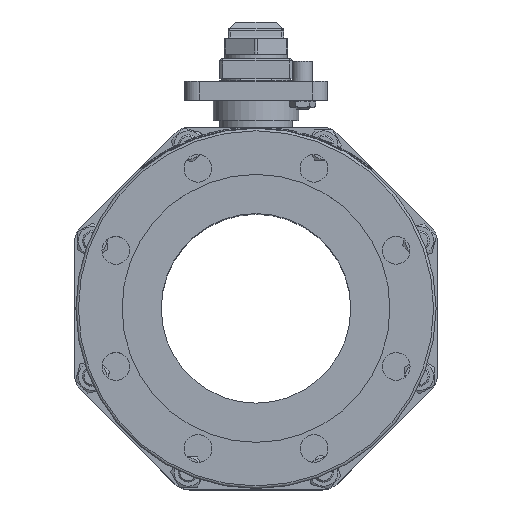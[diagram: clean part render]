
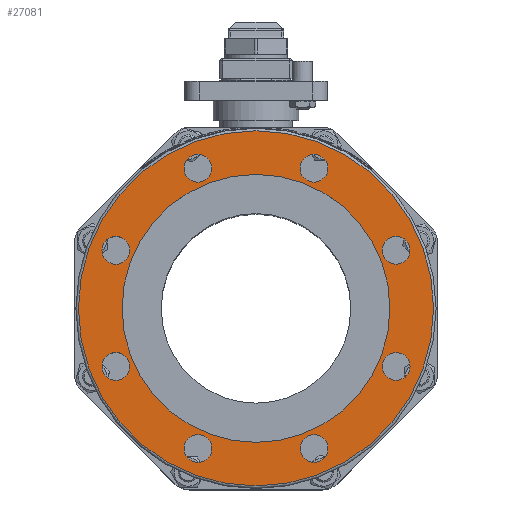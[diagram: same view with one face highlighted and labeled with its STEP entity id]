
A CAD part, top view. The second image highlights one B-rep face of the part: STEP entity #27081.
In plain terms, the highlighted planar face has unit normal (0, 0, 1).
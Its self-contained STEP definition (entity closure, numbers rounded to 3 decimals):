
#919=FACE_BOUND('',#5035,.T.);
#920=FACE_BOUND('',#5036,.T.);
#921=FACE_BOUND('',#5037,.T.);
#922=FACE_BOUND('',#5038,.T.);
#923=FACE_BOUND('',#5039,.T.);
#924=FACE_BOUND('',#5040,.T.);
#925=FACE_BOUND('',#5041,.T.);
#926=FACE_BOUND('',#5042,.T.);
#927=FACE_BOUND('',#5043,.T.);
#3324=FACE_OUTER_BOUND('',#5034,.T.);
#5034=EDGE_LOOP('',(#20938));
#5035=EDGE_LOOP('',(#20939));
#5036=EDGE_LOOP('',(#20940));
#5037=EDGE_LOOP('',(#20941));
#5038=EDGE_LOOP('',(#20942));
#5039=EDGE_LOOP('',(#20943));
#5040=EDGE_LOOP('',(#20944));
#5041=EDGE_LOOP('',(#20945));
#5042=EDGE_LOOP('',(#20946));
#5043=EDGE_LOOP('',(#20947));
#9836=CIRCLE('',#28843,140.5);
#9837=CIRCLE('',#28845,106.);
#9838=CIRCLE('',#28846,11.);
#9839=CIRCLE('',#28847,11.);
#9840=CIRCLE('',#28848,11.);
#9841=CIRCLE('',#28849,11.);
#9842=CIRCLE('',#28850,11.);
#9843=CIRCLE('',#28851,11.);
#9844=CIRCLE('',#28852,11.);
#9845=CIRCLE('',#28853,11.);
#11668=VERTEX_POINT('',#48781);
#11669=VERTEX_POINT('',#48784);
#11670=VERTEX_POINT('',#48786);
#11671=VERTEX_POINT('',#48788);
#11672=VERTEX_POINT('',#48790);
#11673=VERTEX_POINT('',#48792);
#11674=VERTEX_POINT('',#48794);
#11675=VERTEX_POINT('',#48796);
#11676=VERTEX_POINT('',#48798);
#11677=VERTEX_POINT('',#48800);
#14952=EDGE_CURVE('',#11668,#11668,#9836,.T.);
#14953=EDGE_CURVE('',#11669,#11669,#9837,.T.);
#14954=EDGE_CURVE('',#11670,#11670,#9838,.T.);
#14955=EDGE_CURVE('',#11671,#11671,#9839,.T.);
#14956=EDGE_CURVE('',#11672,#11672,#9840,.T.);
#14957=EDGE_CURVE('',#11673,#11673,#9841,.T.);
#14958=EDGE_CURVE('',#11674,#11674,#9842,.T.);
#14959=EDGE_CURVE('',#11675,#11675,#9843,.T.);
#14960=EDGE_CURVE('',#11676,#11676,#9844,.T.);
#14961=EDGE_CURVE('',#11677,#11677,#9845,.T.);
#20938=ORIENTED_EDGE('',*,*,#14952,.F.);
#20939=ORIENTED_EDGE('',*,*,#14953,.T.);
#20940=ORIENTED_EDGE('',*,*,#14954,.T.);
#20941=ORIENTED_EDGE('',*,*,#14955,.T.);
#20942=ORIENTED_EDGE('',*,*,#14956,.T.);
#20943=ORIENTED_EDGE('',*,*,#14957,.T.);
#20944=ORIENTED_EDGE('',*,*,#14958,.T.);
#20945=ORIENTED_EDGE('',*,*,#14959,.T.);
#20946=ORIENTED_EDGE('',*,*,#14960,.T.);
#20947=ORIENTED_EDGE('',*,*,#14961,.T.);
#24440=PLANE('',#28844);
#27081=ADVANCED_FACE('',(#3324,#919,#920,#921,#922,#923,#924,#925,#926,
#927),#24440,.F.);
#28843=AXIS2_PLACEMENT_3D('',#48782,#32873,#32874);
#28844=AXIS2_PLACEMENT_3D('',#48783,#32875,#32876);
#28845=AXIS2_PLACEMENT_3D('',#48785,#32877,#32878);
#28846=AXIS2_PLACEMENT_3D('',#48787,#32879,#32880);
#28847=AXIS2_PLACEMENT_3D('',#48789,#32881,#32882);
#28848=AXIS2_PLACEMENT_3D('',#48791,#32883,#32884);
#28849=AXIS2_PLACEMENT_3D('',#48793,#32885,#32886);
#28850=AXIS2_PLACEMENT_3D('',#48795,#32887,#32888);
#28851=AXIS2_PLACEMENT_3D('',#48797,#32889,#32890);
#28852=AXIS2_PLACEMENT_3D('',#48799,#32891,#32892);
#28853=AXIS2_PLACEMENT_3D('',#48801,#32893,#32894);
#32873=DIRECTION('center_axis',(0.,0.,-1.));
#32874=DIRECTION('ref_axis',(1.,0.,0.));
#32875=DIRECTION('center_axis',(0.,0.,-1.));
#32876=DIRECTION('ref_axis',(-1.,0.,0.));
#32877=DIRECTION('center_axis',(0.,0.,-1.));
#32878=DIRECTION('ref_axis',(1.,0.,0.));
#32879=DIRECTION('center_axis',(0.,0.,-1.));
#32880=DIRECTION('ref_axis',(1.,0.,0.));
#32881=DIRECTION('center_axis',(0.,0.,-1.));
#32882=DIRECTION('ref_axis',(0.707,-0.707,0.));
#32883=DIRECTION('center_axis',(0.,0.,-1.));
#32884=DIRECTION('ref_axis',(0.,-1.,0.));
#32885=DIRECTION('center_axis',(0.,0.,-1.));
#32886=DIRECTION('ref_axis',(-0.707,-0.707,0.));
#32887=DIRECTION('center_axis',(0.,0.,-1.));
#32888=DIRECTION('ref_axis',(-1.,0.,0.));
#32889=DIRECTION('center_axis',(0.,0.,-1.));
#32890=DIRECTION('ref_axis',(-0.707,0.707,0.));
#32891=DIRECTION('center_axis',(0.,0.,-1.));
#32892=DIRECTION('ref_axis',(0.,1.,0.));
#32893=DIRECTION('center_axis',(0.,0.,-1.));
#32894=DIRECTION('ref_axis',(0.707,0.707,0.));
#48781=CARTESIAN_POINT('',(-140.5,0.,347.));
#48782=CARTESIAN_POINT('Origin',(0.,0.,347.));
#48783=CARTESIAN_POINT('Origin',(0.,0.,347.));
#48784=CARTESIAN_POINT('',(-106.,0.,347.));
#48785=CARTESIAN_POINT('Origin',(0.,0.,347.));
#48786=CARTESIAN_POINT('',(-121.866,45.922,347.));
#48787=CARTESIAN_POINT('Origin',(-110.866,45.922,347.));
#48788=CARTESIAN_POINT('',(-53.7,118.644,347.));
#48789=CARTESIAN_POINT('Origin',(-45.922,110.866,347.));
#48790=CARTESIAN_POINT('',(45.922,121.866,347.));
#48791=CARTESIAN_POINT('Origin',(45.922,110.866,347.));
#48792=CARTESIAN_POINT('',(118.644,53.7,347.));
#48793=CARTESIAN_POINT('Origin',(110.866,45.922,347.));
#48794=CARTESIAN_POINT('',(121.866,-45.922,347.));
#48795=CARTESIAN_POINT('Origin',(110.866,-45.922,347.));
#48796=CARTESIAN_POINT('',(53.7,-118.644,347.));
#48797=CARTESIAN_POINT('Origin',(45.922,-110.866,347.));
#48798=CARTESIAN_POINT('',(-45.922,-121.866,347.));
#48799=CARTESIAN_POINT('Origin',(-45.922,-110.866,347.));
#48800=CARTESIAN_POINT('',(-118.644,-53.7,347.));
#48801=CARTESIAN_POINT('Origin',(-110.866,-45.922,347.));
